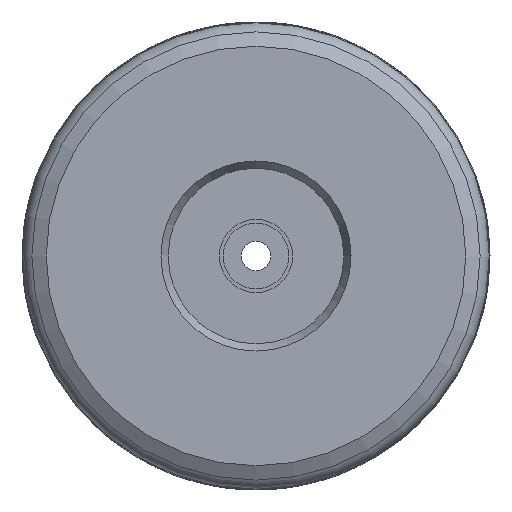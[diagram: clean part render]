
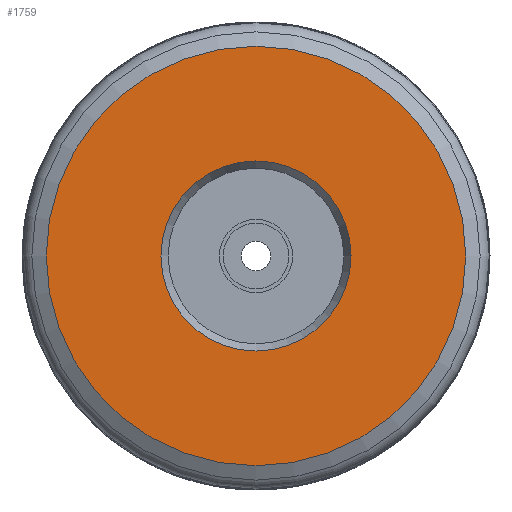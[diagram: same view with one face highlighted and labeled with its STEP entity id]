
A CAD part, left-side view. The second image highlights one B-rep face of the part: STEP entity #1759.
In plain terms, the highlighted planar face has unit normal (-1, 0, 0).
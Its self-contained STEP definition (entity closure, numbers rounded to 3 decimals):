
#1725=CARTESIAN_POINT('',(0.0,6.5,0.0));
#1726=VERTEX_POINT('',#1725);
#1727=CARTESIAN_POINT('',(0.0,0.,0.0));
#1728=DIRECTION('',(1.0,0.0,0.0));
#1729=DIRECTION('',(0.0,1.0,0.0));
#1730=AXIS2_PLACEMENT_3D('',#1727,#1728,#1729);
#1731=CIRCLE('',#1730,6.5);
#1732=EDGE_CURVE('',#1726,#1726,#1731,.T.);
#1740=CARTESIAN_POINT('',(0.0,10.421,0.0));
#1741=DIRECTION('',(-1.0,0.0,0.0));
#1742=DIRECTION('',(0.0,0.0,1.0));
#1743=AXIS2_PLACEMENT_3D('',#1740,#1741,#1742);
#1744=PLANE('',#1743);
#1745=CARTESIAN_POINT('',(0.0,14.342,0.0));
#1746=VERTEX_POINT('',#1745);
#1747=CARTESIAN_POINT('',(0.0,0.,0.0));
#1748=DIRECTION('',(1.0,0.0,0.0));
#1749=DIRECTION('',(0.0,1.0,0.0));
#1750=AXIS2_PLACEMENT_3D('',#1747,#1748,#1749);
#1751=CIRCLE('',#1750,14.342);
#1752=EDGE_CURVE('',#1746,#1746,#1751,.T.);
#1753=ORIENTED_EDGE('',*,*,#1752,.F.);
#1754=EDGE_LOOP('',(#1753));
#1755=FACE_OUTER_BOUND('',#1754,.T.);
#1756=ORIENTED_EDGE('',*,*,#1732,.T.);
#1757=EDGE_LOOP('',(#1756));
#1758=FACE_BOUND('',#1757,.T.);
#1759=ADVANCED_FACE('',(#1755,#1758),#1744,.T.);
